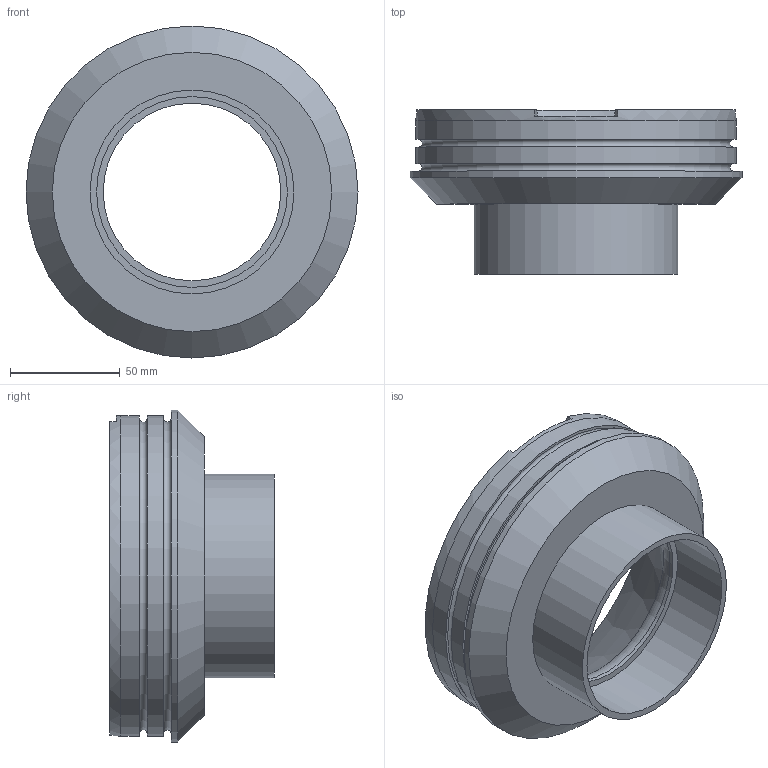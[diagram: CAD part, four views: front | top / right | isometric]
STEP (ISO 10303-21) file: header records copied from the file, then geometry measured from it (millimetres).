
FILE_DESCRIPTION(/* description */ (''),/* implementation_level */ '2;1');
FILE_NAME(/* name */ 'MK2_inlet.stp',/* time_stamp */ '2024-06-12T21:46:34+02:00',/* author */ ('admin'),/* organization */ (''),/* preprocessor_version */ 'ST-DEVELOPER v18.1',/* originating_system */ 'Autodesk Inventor 2021',/* authorisation */ '');
FILE_SCHEMA (('AUTOMOTIVE_DESIGN { 1 0 10303 214 3 1 1 }'));
Length unit declared in the file: millimetre
Products named in the file (1): MK2_inlet
Bounding box: 151.42 x 75 x 151.42 mm (x, y, z)
Volume: 317581.5 mm3; surface area: 71686.4 mm2
Topology: 1 solids, 1 shells, 23 faces, 45 edges, 29 vertices
Faces by surface type: plane 11, cylinder 6, cone 3, torus 3
Full cylindrical faces by diameter (mm): 81 x1, 87 x1, 93 x1, 146.2 x2, 151.422 x1
Entity records: 648 total; most frequent: DIRECTION 121, CARTESIAN_POINT 98, ORIENTED_EDGE 90, AXIS2_PLACEMENT_3D 52, EDGE_CURVE 45, EDGE_LOOP 30, VERTEX_POINT 29, CIRCLE 28
